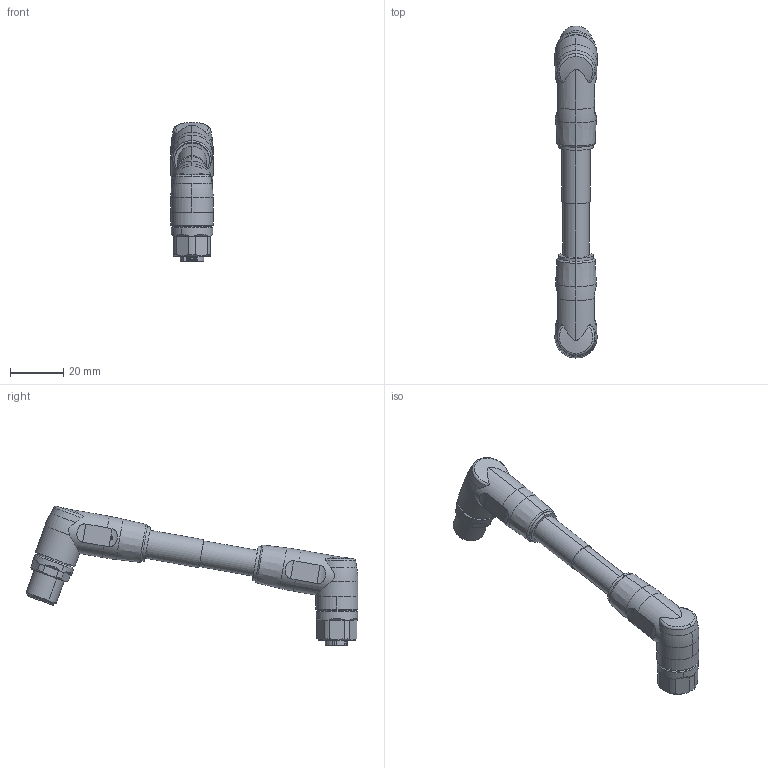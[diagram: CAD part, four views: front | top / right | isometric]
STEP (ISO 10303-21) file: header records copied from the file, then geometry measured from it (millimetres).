
FILE_DESCRIPTION(('CATIA V5 STEP Exchange','CAx-IF Rec.Pracs.--- Model Styling and Organization---1.5--- 2016-08-15','CAx-IF Rec.Pracs.---Supplemental Geometry---1.0---2011-11-01','CAx-IF Rec.Pracs.--- Composite Materials ---1.1---2010-07-15'),'2;1');
FILE_NAME ('205782-3_0', '2025-10-20T12:32:32+00:00', ('none'), ('Weidmueller'), 'CATIA Version 5-6 Release 2024 SP4', 'CATIA V5 STEP AP214 v3', 'none');
FILE_SCHEMA(('AUTOMOTIVE_DESIGN { 1 0 10303 214 1 1 1 1 }'));
Length unit declared in the file: millimetre
Products named in the file (1): 2455300000
Bounding box: 15.8 x 124.22 x 52.11 mm (x, y, z)
Volume: 22659.6 mm3; surface area: 9481.9 mm2
Topology: 1 solids, 3 shells, 826 faces, 2092 edges, 1302 vertices
Faces by surface type: plane 280, cylinder 222, torus 172, bspline 80, cone 62, sphere 10
Entity records: 26899 total; most frequent: CARTESIAN_POINT 8439, ORIENTED_EDGE 4144, DIRECTION 2755, EDGE_CURVE 2072, AXIS2_PLACEMENT_3D 1378, VERTEX_POINT 1302, EDGE_LOOP 880, ADVANCED_FACE 826
